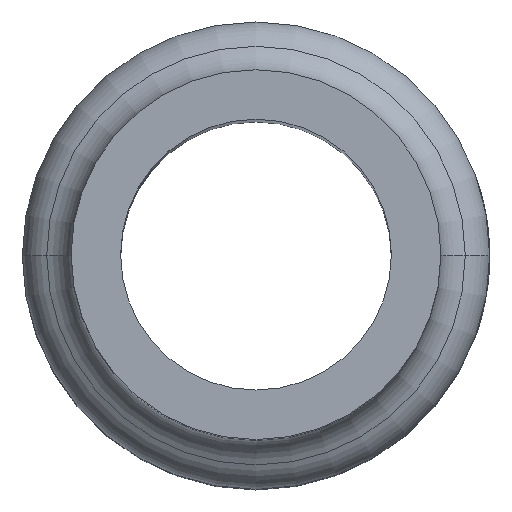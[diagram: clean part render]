
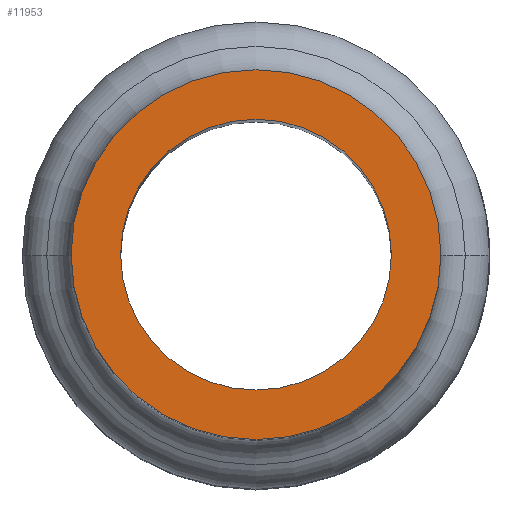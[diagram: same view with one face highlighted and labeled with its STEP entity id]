
A CAD part, top view. The second image highlights one B-rep face of the part: STEP entity #11953.
In plain terms, the highlighted planar face has unit normal (0, 0, 1).
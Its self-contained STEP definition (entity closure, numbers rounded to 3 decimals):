
#411 = CARTESIAN_POINT ( 'NONE',  ( 9.85, 0., 0. ) ) ;
#901 = CIRCLE ( 'NONE', #7733, 9.85 ) ;
#1203 = CIRCLE ( 'NONE', #13579, 9.85 ) ;
#2084 = CARTESIAN_POINT ( 'NONE',  ( 0., 0., 0. ) ) ;
#2649 = VERTEX_POINT ( 'NONE', #11846 ) ;
#4246 = EDGE_CURVE ( 'NONE', #18258, #15838, #9710, .T. ) ;
#4786 = DIRECTION ( 'NONE',  ( 0., 0., 1. ) ) ;
#5101 = AXIS2_PLACEMENT_3D ( 'NONE', #16478, #16340, #18493 ) ;
#5154 = CARTESIAN_POINT ( 'NONE',  ( 0., 10.85, 0. ) ) ;
#5294 = EDGE_LOOP ( 'NONE', ( #9231, #26207 ) ) ;
#6519 = DIRECTION ( 'NONE',  ( 1., 0., 0. ) ) ;
#6532 = EDGE_CURVE ( 'NONE', #23378, #2649, #1203, .T. ) ;
#7042 = FACE_OUTER_BOUND ( 'NONE', #5294, .T. ) ;
#7426 = FACE_BOUND ( 'NONE', #7799, .T. ) ;
#7733 = AXIS2_PLACEMENT_3D ( 'NONE', #2084, #8256, #6519 ) ;
#7799 = EDGE_LOOP ( 'NONE', ( #17519, #23229 ) ) ;
#8256 = DIRECTION ( 'NONE',  ( 0., 0., 1. ) ) ;
#8679 = CARTESIAN_POINT ( 'NONE',  ( 0., 0., 0. ) ) ;
#8735 = DIRECTION ( 'NONE',  ( 0., 0., 1. ) ) ;
#9231 = ORIENTED_EDGE ( 'NONE', *, *, #4246, .T. ) ;
#9710 = CIRCLE ( 'NONE', #14424, 13.45 ) ;
#10030 = EDGE_CURVE ( 'NONE', #15838, #18258, #10676, .T. ) ;
#10676 = CIRCLE ( 'NONE', #5101, 13.45 ) ;
#11533 = CARTESIAN_POINT ( 'NONE',  ( 13.45, 0., 0. ) ) ;
#11846 = CARTESIAN_POINT ( 'NONE',  ( -9.85, 0., 0. ) ) ;
#11953 = ADVANCED_FACE ( 'NONE', ( #7426, #7042 ), #15081, .F. ) ;
#11966 = CARTESIAN_POINT ( 'NONE',  ( -13.45, 0., 0. ) ) ;
#13327 = DIRECTION ( 'NONE',  ( -1., 0., 0. ) ) ;
#13579 = AXIS2_PLACEMENT_3D ( 'NONE', #23211, #8735, #24804 ) ;
#14424 = AXIS2_PLACEMENT_3D ( 'NONE', #8679, #4786, #16849 ) ;
#15081 = PLANE ( 'NONE',  #21406 ) ;
#15838 = VERTEX_POINT ( 'NONE', #11966 ) ;
#16340 = DIRECTION ( 'NONE',  ( 0., 0., 1. ) ) ;
#16478 = CARTESIAN_POINT ( 'NONE',  ( 0., 0., 0. ) ) ;
#16849 = DIRECTION ( 'NONE',  ( 1., 0., 0. ) ) ;
#17519 = ORIENTED_EDGE ( 'NONE', *, *, #6532, .F. ) ;
#18258 = VERTEX_POINT ( 'NONE', #11533 ) ;
#18493 = DIRECTION ( 'NONE',  ( 1., 0., 0. ) ) ;
#19579 = EDGE_CURVE ( 'NONE', #2649, #23378, #901, .T. ) ;
#21406 = AXIS2_PLACEMENT_3D ( 'NONE', #5154, #23257, #13327 ) ;
#23211 = CARTESIAN_POINT ( 'NONE',  ( 0., 0., 0. ) ) ;
#23229 = ORIENTED_EDGE ( 'NONE', *, *, #19579, .F. ) ;
#23257 = DIRECTION ( 'NONE',  ( 0., 0., -1. ) ) ;
#23378 = VERTEX_POINT ( 'NONE', #411 ) ;
#24804 = DIRECTION ( 'NONE',  ( 1., 0., 0. ) ) ;
#26207 = ORIENTED_EDGE ( 'NONE', *, *, #10030, .T. ) ;
